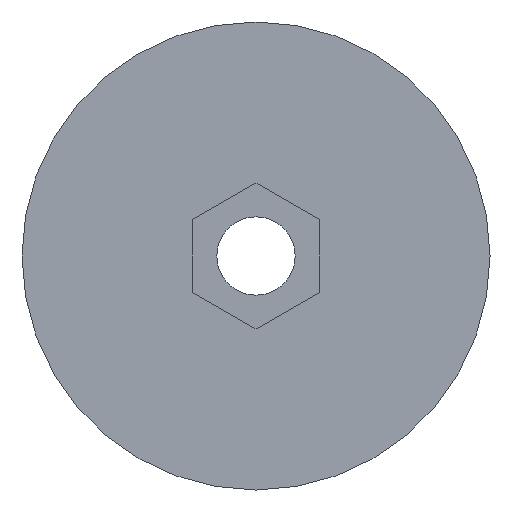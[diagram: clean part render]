
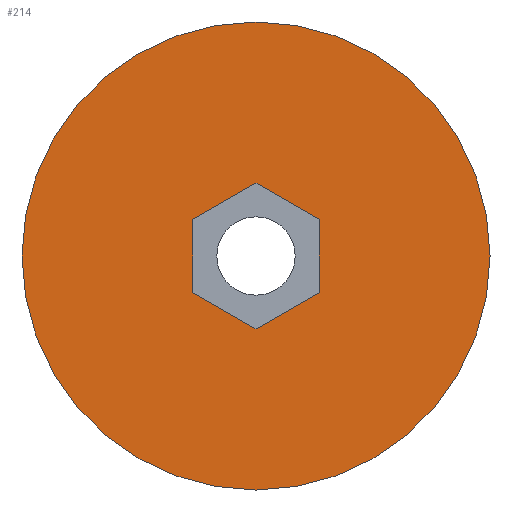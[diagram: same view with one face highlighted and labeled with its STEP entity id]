
A CAD part, front view. The second image highlights one B-rep face of the part: STEP entity #214.
In plain terms, the highlighted planar face has unit normal (0, -1, 0).
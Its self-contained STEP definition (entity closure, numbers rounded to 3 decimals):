
#17=FACE_BOUND('',#95,.T.);
#26=PLANE('',#247);
#35=LINE('',#344,#55);
#38=LINE('',#349,#58);
#40=LINE('',#353,#60);
#42=LINE('',#357,#62);
#44=LINE('',#361,#64);
#46=LINE('',#364,#66);
#55=VECTOR('',#284,10.);
#58=VECTOR('',#289,10.);
#60=VECTOR('',#293,10.);
#62=VECTOR('',#297,10.);
#64=VECTOR('',#301,10.);
#66=VECTOR('',#305,10.);
#80=FACE_OUTER_BOUND('',#94,.T.);
#94=EDGE_LOOP('',(#195));
#95=EDGE_LOOP('',(#196,#197,#198,#199,#200,#201));
#100=CIRCLE('',#235,10.);
#106=VERTEX_POINT('',#318);
#115=VERTEX_POINT('',#342);
#116=VERTEX_POINT('',#343);
#117=VERTEX_POINT('',#348);
#118=VERTEX_POINT('',#352);
#119=VERTEX_POINT('',#356);
#120=VERTEX_POINT('',#360);
#126=EDGE_CURVE('',#106,#106,#100,.T.);
#136=EDGE_CURVE('',#115,#116,#35,.T.);
#139=EDGE_CURVE('',#117,#115,#38,.T.);
#141=EDGE_CURVE('',#118,#117,#40,.T.);
#143=EDGE_CURVE('',#119,#118,#42,.T.);
#145=EDGE_CURVE('',#120,#119,#44,.T.);
#147=EDGE_CURVE('',#116,#120,#46,.T.);
#195=ORIENTED_EDGE('',*,*,#126,.T.);
#196=ORIENTED_EDGE('',*,*,#147,.F.);
#197=ORIENTED_EDGE('',*,*,#136,.F.);
#198=ORIENTED_EDGE('',*,*,#139,.F.);
#199=ORIENTED_EDGE('',*,*,#141,.F.);
#200=ORIENTED_EDGE('',*,*,#143,.F.);
#201=ORIENTED_EDGE('',*,*,#145,.F.);
#214=ADVANCED_FACE('',(#80,#17),#26,.F.);
#235=AXIS2_PLACEMENT_3D('',#320,#263,#264);
#247=AXIS2_PLACEMENT_3D('',#365,#306,#307);
#263=DIRECTION('center_axis',(0.,-1.,0.));
#264=DIRECTION('ref_axis',(1.,0.,0.));
#284=DIRECTION('',(0.866,0.,0.5));
#289=DIRECTION('',(0.866,0.,-0.5));
#293=DIRECTION('',(0.,0.,-1.));
#297=DIRECTION('',(-0.866,0.,-0.5));
#301=DIRECTION('',(-0.866,0.,0.5));
#305=DIRECTION('',(0.,0.,1.));
#306=DIRECTION('center_axis',(0.,1.,0.));
#307=DIRECTION('ref_axis',(1.,0.,0.));
#318=CARTESIAN_POINT('',(-10.,1.,0.));
#320=CARTESIAN_POINT('Origin',(0.,1.,0.));
#342=CARTESIAN_POINT('',(0.,1.,-3.118));
#343=CARTESIAN_POINT('',(2.7,1.,-1.559));
#344=CARTESIAN_POINT('',(0.675,1.,-2.728));
#348=CARTESIAN_POINT('',(-2.7,1.,-1.559));
#349=CARTESIAN_POINT('',(-2.025,1.,-1.949));
#352=CARTESIAN_POINT('',(-2.7,1.,1.559));
#353=CARTESIAN_POINT('',(-2.7,1.,0.779));
#356=CARTESIAN_POINT('',(0.,1.,3.118));
#357=CARTESIAN_POINT('',(-0.675,1.,2.728));
#360=CARTESIAN_POINT('',(2.7,1.,1.559));
#361=CARTESIAN_POINT('',(2.025,1.,1.949));
#364=CARTESIAN_POINT('',(2.7,1.,-0.779));
#365=CARTESIAN_POINT('Origin',(0.,1.,0.));
